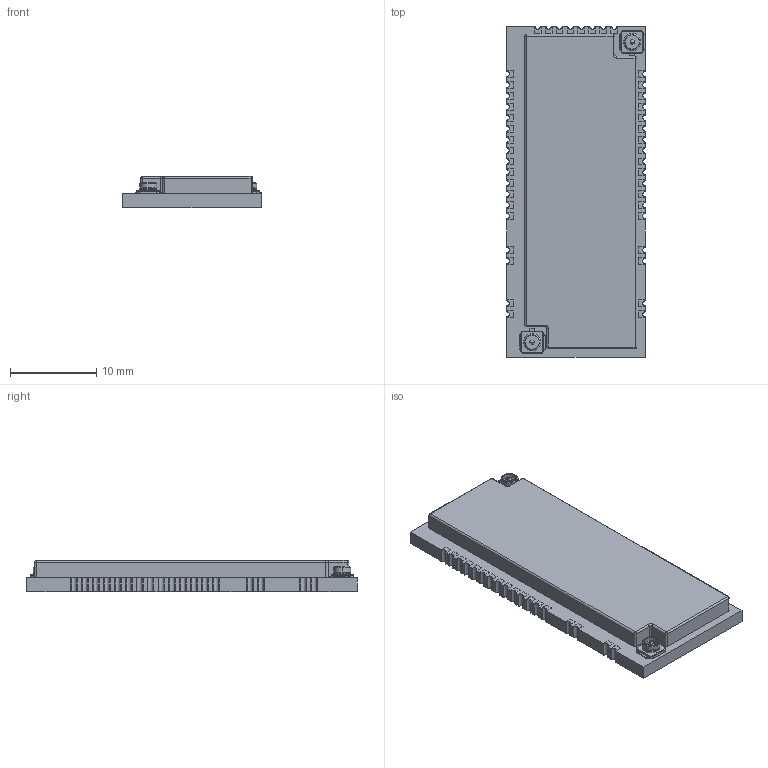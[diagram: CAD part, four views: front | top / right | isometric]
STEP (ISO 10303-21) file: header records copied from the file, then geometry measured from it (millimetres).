
FILE_DESCRIPTION (( 'STEP AP214' ), '1' );
FILE_NAME ('Heltec wireless V3.STEP', '2022-12-27T20:49:13', ( '' ), ( '' ), 'SwSTEP 2.0', 'SolidWorks 2018', '' );
FILE_SCHEMA (( 'AUTOMOTIVE_DESIGN' ));
Length unit declared in the file: millimetre
Products named in the file (20): PinSign.step; Sweep.step; PinGND001.step; PinGND.step; Heltec Wireless shell V3 ; Heltec wireless V3; SMD_COAX_4MM.step; Body.step; 1SMD_COAX_4MM.step
Assembly tree (13 placements, depth 3):
  PinSign.step
  Sweep.step
  PinGND001.step
  PinGND.step
  Heltec Wireless shell V3 
Bounding box: 16.12 x 38.41 x 3.6 mm (x, y, z)
Volume: 1908.9 mm3; surface area: 1701.1 mm2
Topology: 11 solids, 11 shells, 673 faces, 1838 edges, 1182 vertices
Faces by surface type: plane 461, cylinder 156, torus 34, bspline 8, cone 8, sphere 6
Entity records: 23952 total; most frequent: CARTESIAN_POINT 3344, ORIENTED_EDGE 3232, DIRECTION 3082, EDGE_CURVE 1616, VECTOR 1334, LINE 1334, VERTEX_POINT 1050, AXIS2_PLACEMENT_3D 874
